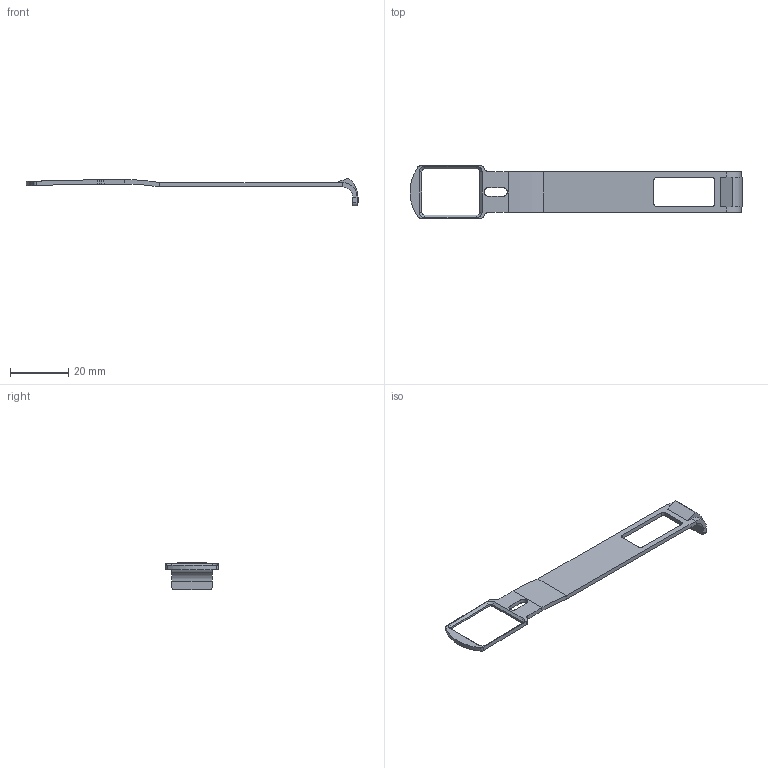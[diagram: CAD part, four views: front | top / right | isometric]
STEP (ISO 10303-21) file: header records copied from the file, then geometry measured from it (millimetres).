
FILE_DESCRIPTION(('produced by SPATIAL CORP'),'2;1');
FILE_NAME( '475-305-d.prt.hh.sat.stp', '2002-04-19T13:50:55+00:00',('SPATIAL CORP'),('SPATIAL CORP'), 'ACIS STEP Husk','http://www.spatial.com','SPATIAL CORP');
FILE_SCHEMA(('CONFIG_CONTROL_DESIGN'));
Length unit declared in the file: millimetre
Products named in the file (1): PRODUCT_ID_1
Bounding box: 114.33 x 18 x 9.5 mm (x, y, z)
Volume: 1864.1 mm3; surface area: 3025.3 mm2
Topology: 1 solids, 1 shells, 71 faces, 183 edges, 114 vertices
Faces by surface type: plane 34, cylinder 22, bspline 13, cone 2
Entity records: 3607 total; most frequent: CARTESIAN_POINT 1963, ORIENTED_EDGE 366, DIRECTION 279, EDGE_CURVE 183, VERTEX_POINT 114, AXIS2_PLACEMENT_3D 98, VECTOR 83, LINE 83
